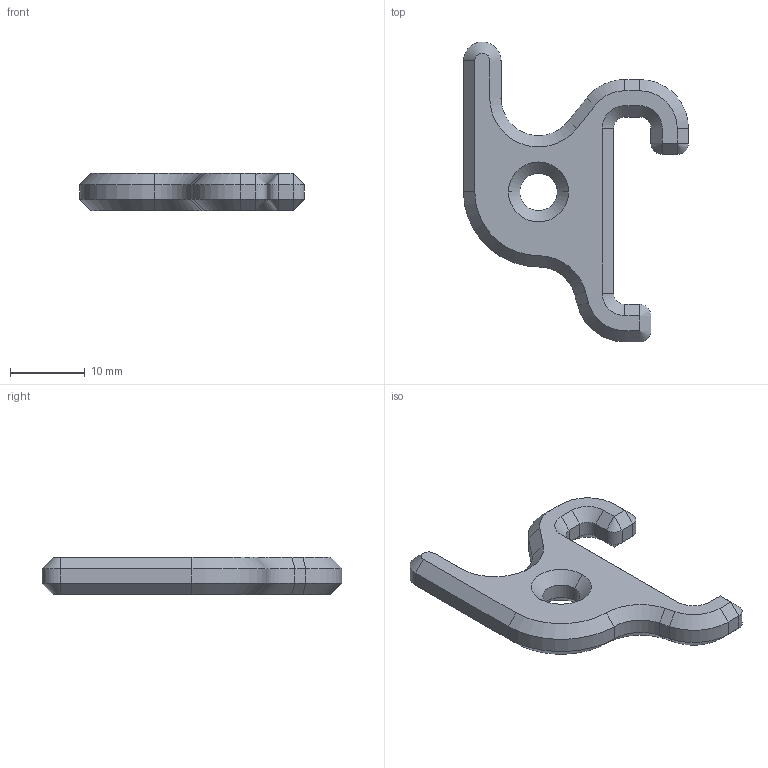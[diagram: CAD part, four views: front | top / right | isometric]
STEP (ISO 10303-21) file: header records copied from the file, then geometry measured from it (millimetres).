
FILE_DESCRIPTION(/* description */ ('STEP AP242','CAx-IF Rec.Pracs.---Representation and Presentation of Product Manufacturing Information (PMI)---4.0---2014-10-13','CAx-IF Rec.Pracs.---3D Tessellated Geometry---0.4---2014-09-14','2;1'),/* implementation_level */ '2;1');
FILE_NAME(/* name */ '6846f61416ce4f7766353859',/* time_stamp */ '2025-06-09T14:56:21Z',/* author */ (''),/* organization */ (''),/* preprocessor_version */ 'ST-DEVELOPER v20',/* originating_system */ 'ONSHAPE BY PTC INC, 1.199',/* authorisation */ ' ');
FILE_SCHEMA (('AP242_MANAGED_MODEL_BASED_3D_ENGINEERING_MIM_LF { 1 0 10303 442 1 1 4 }'));
Length unit declared in the file: metre
Products named in the file (1): U-o
Bounding box: 30 x 40 x 5 mm (x, y, z)
Volume: 2352.5 mm3; surface area: 1625.7 mm2
Topology: 1 solids, 1 shells, 89 faces, 203 edges, 108 vertices
Faces by surface type: bspline 89
Entity records: 2515 total; most frequent: CARTESIAN_POINT 858, ORIENTED_EDGE 390, DIRECTION 247, EDGE_CURVE 195, LINE 133, VECTOR 133, VERTEX_POINT 108, EDGE_LOOP 91
